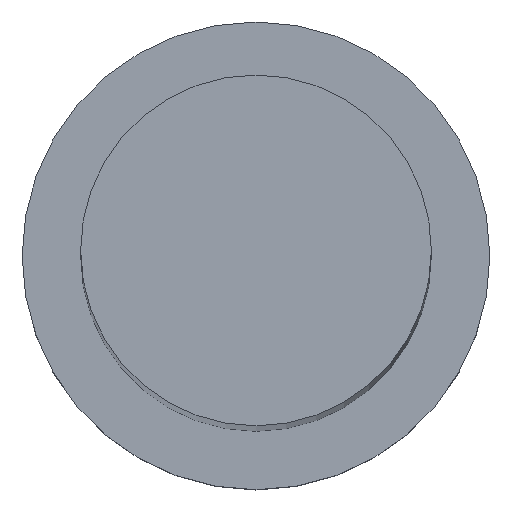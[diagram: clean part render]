
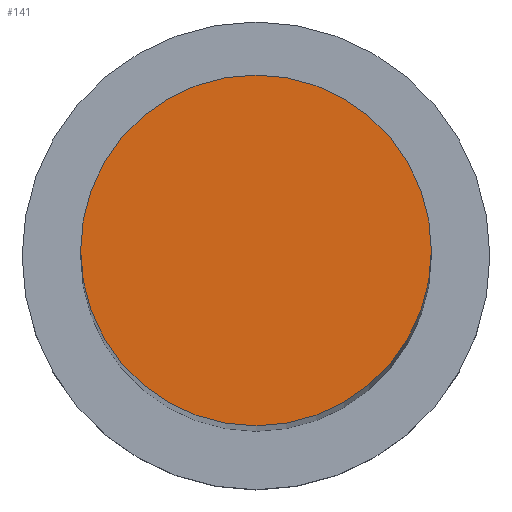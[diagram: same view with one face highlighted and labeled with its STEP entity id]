
A CAD part, top view. The second image highlights one B-rep face of the part: STEP entity #141.
In plain terms, the highlighted planar face has unit normal (0, 0, 1).
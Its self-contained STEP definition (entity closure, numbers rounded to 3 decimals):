
#14 = VERTEX_POINT ( 'NONE', #149 ) ;
#24 = EDGE_CURVE ( 'NONE', #48, #14, #176, .T. ) ;
#26 = DIRECTION ( 'NONE',  ( 1., 0., 0. ) ) ;
#29 = CARTESIAN_POINT ( 'NONE',  ( 0., 0., 167. ) ) ;
#47 = AXIS2_PLACEMENT_3D ( 'NONE', #217, #130, #26 ) ;
#48 = VERTEX_POINT ( 'NONE', #70 ) ;
#68 = CIRCLE ( 'NONE', #47, 9. ) ;
#70 = CARTESIAN_POINT ( 'NONE',  ( 9., 0., 167. ) ) ;
#71 = DIRECTION ( 'NONE',  ( 0., 0., 1. ) ) ;
#93 = AXIS2_PLACEMENT_3D ( 'NONE', #29, #71, #113 ) ;
#113 = DIRECTION ( 'NONE',  ( 1., 0., 0. ) ) ;
#121 = ORIENTED_EDGE ( 'NONE', *, *, #24, .T. ) ;
#129 = EDGE_CURVE ( 'NONE', #14, #48, #68, .T. ) ;
#130 = DIRECTION ( 'NONE',  ( 0., 0., 1. ) ) ;
#141 = ADVANCED_FACE ( 'NONE', ( #154 ), #237, .T. ) ;
#149 = CARTESIAN_POINT ( 'NONE',  ( -9., 0., 167. ) ) ;
#154 = FACE_OUTER_BOUND ( 'NONE', #185, .T. ) ;
#173 = ORIENTED_EDGE ( 'NONE', *, *, #129, .T. ) ;
#176 = CIRCLE ( 'NONE', #93, 9. ) ;
#185 = EDGE_LOOP ( 'NONE', ( #173, #121 ) ) ;
#217 = CARTESIAN_POINT ( 'NONE',  ( 0., 0., 167. ) ) ;
#219 = CARTESIAN_POINT ( 'NONE',  ( 0., 0., 167. ) ) ;
#221 = DIRECTION ( 'NONE',  ( 1., 0., 0. ) ) ;
#237 = PLANE ( 'NONE',  #238 ) ;
#238 = AXIS2_PLACEMENT_3D ( 'NONE', #219, #244, #221 ) ;
#244 = DIRECTION ( 'NONE',  ( 0., 0., 1. ) ) ;
